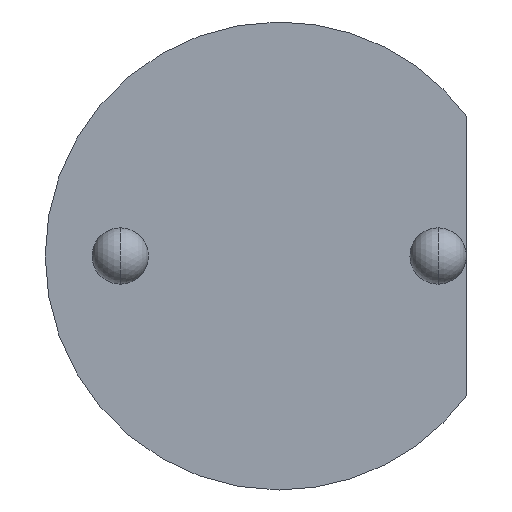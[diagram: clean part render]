
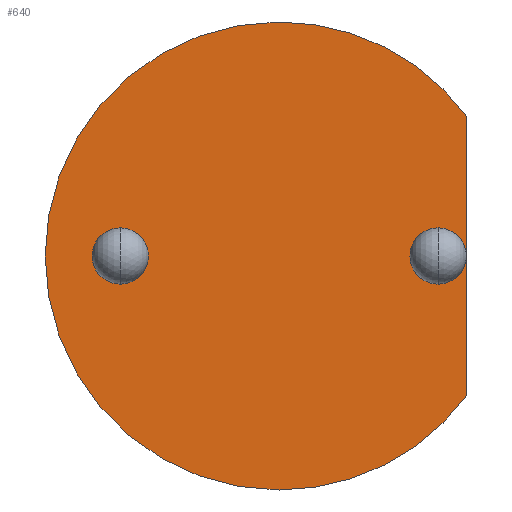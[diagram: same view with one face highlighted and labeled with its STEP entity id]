
A CAD part, front view. The second image highlights one B-rep face of the part: STEP entity #640.
In plain terms, the highlighted planar face has unit normal (0, -1, 0).
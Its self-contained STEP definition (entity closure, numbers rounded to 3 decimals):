
#3 = AXIS2_PLACEMENT_3D ( 'NONE', #353, #808, #420 ) ;
#14 = AXIS2_PLACEMENT_3D ( 'NONE', #669, #336, #216 ) ;
#31 = CIRCLE ( 'NONE', #14, 0.225 ) ;
#32 = DIRECTION ( 'NONE',  ( 0., 0., 1. ) ) ;
#46 = DIRECTION ( 'NONE',  ( 0., -1., 0. ) ) ;
#62 = LINE ( 'NONE', #794, #458 ) ;
#66 = ORIENTED_EDGE ( 'NONE', *, *, #726, .F. ) ;
#95 = EDGE_CURVE ( 'NONE', #149, #207, #31, .T. ) ;
#118 = CARTESIAN_POINT ( 'NONE',  ( 0., 0., 0. ) ) ;
#123 = FACE_OUTER_BOUND ( 'NONE', #199, .T. ) ;
#127 = CARTESIAN_POINT ( 'NONE',  ( 1.5, 0., -1.117 ) ) ;
#132 = FACE_BOUND ( 'NONE', #139, .T. ) ;
#133 = AXIS2_PLACEMENT_3D ( 'NONE', #730, #280, #464 ) ;
#139 = EDGE_LOOP ( 'NONE', ( #66, #347 ) ) ;
#141 = EDGE_CURVE ( 'NONE', #452, #607, #251, .T. ) ;
#149 = VERTEX_POINT ( 'NONE', #154 ) ;
#153 = DIRECTION ( 'NONE',  ( 0., 0., 1. ) ) ;
#154 = CARTESIAN_POINT ( 'NONE',  ( 1.27, 0., 0.225 ) ) ;
#155 = FACE_BOUND ( 'NONE', #188, .T. ) ;
#184 = CARTESIAN_POINT ( 'NONE',  ( -1.27, 0., 0.225 ) ) ;
#188 = EDGE_LOOP ( 'NONE', ( #441, #417 ) ) ;
#199 = EDGE_LOOP ( 'NONE', ( #693, #357, #742, #440 ) ) ;
#202 = CARTESIAN_POINT ( 'NONE',  ( 0., 0., 1.87 ) ) ;
#205 = CIRCLE ( 'NONE', #3, 1.87 ) ;
#207 = VERTEX_POINT ( 'NONE', #416 ) ;
#211 = DIRECTION ( 'NONE',  ( 0., 0., -1. ) ) ;
#216 = DIRECTION ( 'NONE',  ( 0., 0., 1. ) ) ;
#222 = PLANE ( 'NONE',  #311 ) ;
#237 = CARTESIAN_POINT ( 'NONE',  ( 0., 0., 0. ) ) ;
#251 = CIRCLE ( 'NONE', #744, 1.87 ) ;
#253 = VERTEX_POINT ( 'NONE', #184 ) ;
#280 = DIRECTION ( 'NONE',  ( 0., -1., 0. ) ) ;
#285 = EDGE_CURVE ( 'NONE', #607, #398, #205, .T. ) ;
#311 = AXIS2_PLACEMENT_3D ( 'NONE', #237, #348, #801 ) ;
#328 = DIRECTION ( 'NONE',  ( 0., -1., 0. ) ) ;
#336 = DIRECTION ( 'NONE',  ( 0., -1., 0. ) ) ;
#347 = ORIENTED_EDGE ( 'NONE', *, *, #597, .F. ) ;
#348 = DIRECTION ( 'NONE',  ( 0., 1., 0. ) ) ;
#353 = CARTESIAN_POINT ( 'NONE',  ( 0., 0., 0. ) ) ;
#356 = DIRECTION ( 'NONE',  ( 0., 0., -1. ) ) ;
#357 = ORIENTED_EDGE ( 'NONE', *, *, #141, .T. ) ;
#361 = CIRCLE ( 'NONE', #745, 1.87 ) ;
#390 = CIRCLE ( 'NONE', #648, 0.225 ) ;
#391 = CIRCLE ( 'NONE', #738, 0.225 ) ;
#393 = DIRECTION ( 'NONE',  ( 0., 0., -1. ) ) ;
#398 = VERTEX_POINT ( 'NONE', #127 ) ;
#401 = CARTESIAN_POINT ( 'NONE',  ( 0., 0., -1.87 ) ) ;
#411 = CARTESIAN_POINT ( 'NONE',  ( -1.27, 0., -0.225 ) ) ;
#416 = CARTESIAN_POINT ( 'NONE',  ( 1.27, 0., -0.225 ) ) ;
#417 = ORIENTED_EDGE ( 'NONE', *, *, #528, .F. ) ;
#420 = DIRECTION ( 'NONE',  ( 0., 0., -1. ) ) ;
#440 = ORIENTED_EDGE ( 'NONE', *, *, #591, .F. ) ;
#441 = ORIENTED_EDGE ( 'NONE', *, *, #95, .F. ) ;
#452 = VERTEX_POINT ( 'NONE', #202 ) ;
#458 = VECTOR ( 'NONE', #211, 1000. ) ;
#464 = DIRECTION ( 'NONE',  ( 0., 0., 1. ) ) ;
#526 = CIRCLE ( 'NONE', #133, 0.225 ) ;
#528 = EDGE_CURVE ( 'NONE', #207, #149, #526, .T. ) ;
#534 = CARTESIAN_POINT ( 'NONE',  ( -1.27, 0., 0. ) ) ;
#540 = DIRECTION ( 'NONE',  ( 0., -1., 0. ) ) ;
#591 = EDGE_CURVE ( 'NONE', #778, #398, #62, .T. ) ;
#593 = CARTESIAN_POINT ( 'NONE',  ( 0., 0., 0. ) ) ;
#597 = EDGE_CURVE ( 'NONE', #763, #253, #391, .T. ) ;
#607 = VERTEX_POINT ( 'NONE', #401 ) ;
#629 = CARTESIAN_POINT ( 'NONE',  ( 1.5, 0., 1.117 ) ) ;
#640 = ADVANCED_FACE ( 'NONE', ( #132, #155, #123 ), #222, .F. ) ;
#648 = AXIS2_PLACEMENT_3D ( 'NONE', #749, #540, #32 ) ;
#669 = CARTESIAN_POINT ( 'NONE',  ( 1.27, 0., 0. ) ) ;
#693 = ORIENTED_EDGE ( 'NONE', *, *, #792, .T. ) ;
#726 = EDGE_CURVE ( 'NONE', #253, #763, #390, .T. ) ;
#730 = CARTESIAN_POINT ( 'NONE',  ( 1.27, 0., 0. ) ) ;
#738 = AXIS2_PLACEMENT_3D ( 'NONE', #534, #328, #153 ) ;
#742 = ORIENTED_EDGE ( 'NONE', *, *, #285, .T. ) ;
#744 = AXIS2_PLACEMENT_3D ( 'NONE', #593, #788, #393 ) ;
#745 = AXIS2_PLACEMENT_3D ( 'NONE', #118, #46, #356 ) ;
#749 = CARTESIAN_POINT ( 'NONE',  ( -1.27, 0., 0. ) ) ;
#763 = VERTEX_POINT ( 'NONE', #411 ) ;
#778 = VERTEX_POINT ( 'NONE', #629 ) ;
#788 = DIRECTION ( 'NONE',  ( 0., -1., 0. ) ) ;
#792 = EDGE_CURVE ( 'NONE', #778, #452, #361, .T. ) ;
#794 = CARTESIAN_POINT ( 'NONE',  ( 1.5, 0., 0. ) ) ;
#801 = DIRECTION ( 'NONE',  ( 0., 0., 1. ) ) ;
#808 = DIRECTION ( 'NONE',  ( 0., -1., 0. ) ) ;
